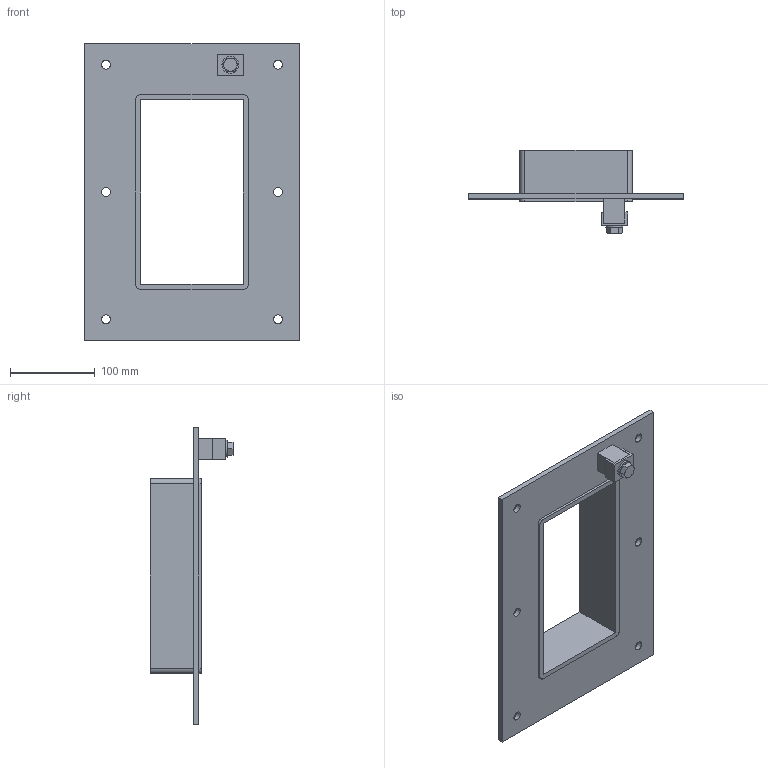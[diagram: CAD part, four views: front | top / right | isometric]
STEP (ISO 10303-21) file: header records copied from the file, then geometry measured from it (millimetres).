
FILE_DESCRIPTION((''),'2;1');
FILE_NAME('GHBG6X1.stp','2015-12-10T09:56:47',('se-milkar'),(''),'Autodesk Inventor 2013','Autodesk Inventor 2013','');
FILE_SCHEMA(('AUTOMOTIVE_DESIGN { 1 0 10303 214 1 1 1 1 }'));
Length unit declared in the file: millimetre
Products named in the file (1): GHBG6X1
Bounding box: 252.5 x 97.91 x 350 mm (x, y, z)
Volume: 619101.8 mm3; surface area: 220813.3 mm2
Topology: 5 solids, 5 shells, 70 faces, 175 edges, 119 vertices
Faces by surface type: plane 48, cylinder 20, cone 2
Full cylindrical faces by diameter (mm): 8.376 x1, 10 x1, 10.5 x6, 11 x2, 14.75 x1, 20 x1
Entity records: 2000 total; most frequent: CARTESIAN_POINT 343, DIRECTION 328, ORIENTED_EDGE 302, EDGE_CURVE 151, AXIS2_PLACEMENT_3D 112, VERTEX_POINT 109, EDGE_LOOP 106, VECTOR 104
